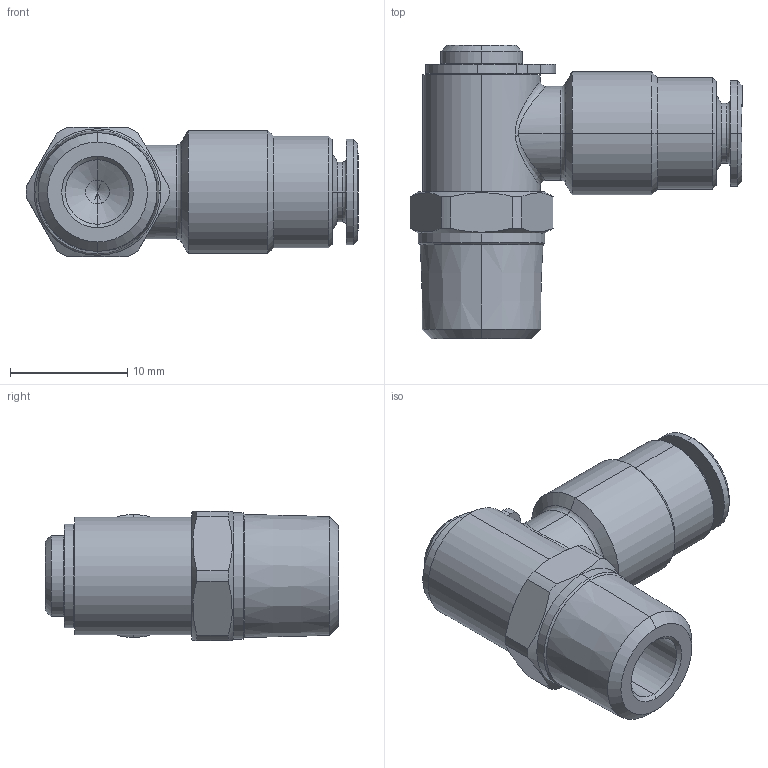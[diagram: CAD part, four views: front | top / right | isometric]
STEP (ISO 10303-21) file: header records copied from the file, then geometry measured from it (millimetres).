
FILE_DESCRIPTION (( 'STEP AP203' ), '1' );
FILE_NAME ('H0080610.STEP', '2010-06-18T09:39:51', ( '' ), ( 'sopra-pneumatic' ), 'SwSTEP 2.0', 'SolidWorks 2009', '' );
FILE_SCHEMA (( 'CONFIG_CONTROL_DESIGN' ));
Length unit declared in the file: millimetre
Products named in the file (1): H0080610
Bounding box: 28.3 x 25 x 11 mm (x, y, z)
Volume: 2707.7 mm3; surface area: 2117.6 mm2
Topology: 1 solids, 1 shells, 115 faces, 275 edges, 167 vertices
Faces by surface type: cylinder 47, cone 32, plane 30, torus 4, bspline 2
Entity records: 4434 total; most frequent: CARTESIAN_POINT 1634, DIRECTION 619, ORIENTED_EDGE 546, EDGE_CURVE 273, AXIS2_PLACEMENT_3D 256, VERTEX_POINT 167, CIRCLE 142, EDGE_LOOP 124
